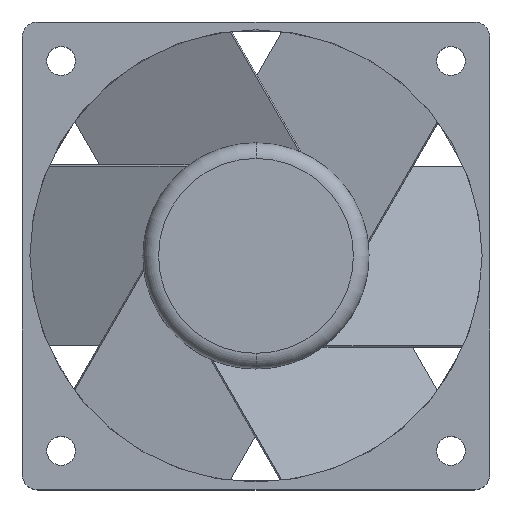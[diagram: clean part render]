
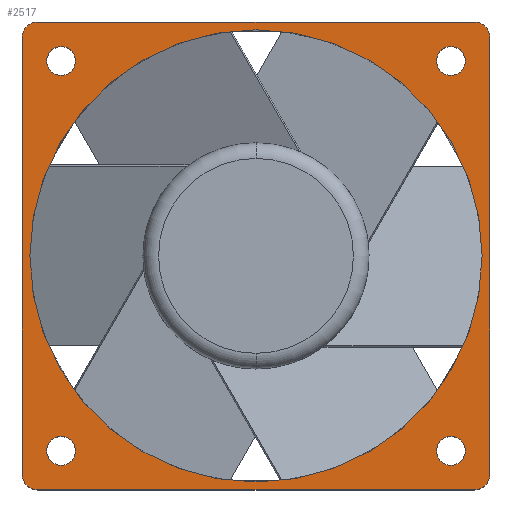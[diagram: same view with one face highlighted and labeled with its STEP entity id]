
A CAD part, top view. The second image highlights one B-rep face of the part: STEP entity #2517.
In plain terms, the highlighted planar face has unit normal (0, 0, 1).
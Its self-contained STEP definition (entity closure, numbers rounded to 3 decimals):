
#809=DIRECTION('',(0.,-1.,0.));
#810=VECTOR('',#809,56.);
#811=CARTESIAN_POINT('',(30.,28.,15.));
#812=LINE('',#811,#810);
#813=CARTESIAN_POINT('',(28.,-28.,15.));
#814=DIRECTION('',(0.,0.,1.));
#815=DIRECTION('',(0.,-1.,0.));
#816=AXIS2_PLACEMENT_3D('',#813,#814,#815);
#818=DIRECTION('',(-1.,0.,0.));
#819=VECTOR('',#818,56.);
#820=CARTESIAN_POINT('',(28.,-30.,15.));
#821=LINE('',#820,#819);
#822=CARTESIAN_POINT('',(-28.,-28.,15.));
#823=DIRECTION('',(0.,0.,1.));
#824=DIRECTION('',(-1.,0.,0.));
#825=AXIS2_PLACEMENT_3D('',#822,#823,#824);
#827=DIRECTION('',(0.,1.,0.));
#828=VECTOR('',#827,56.);
#829=CARTESIAN_POINT('',(-30.,-28.,15.));
#830=LINE('',#829,#828);
#831=CARTESIAN_POINT('',(-28.,28.,15.));
#832=DIRECTION('',(0.,0.,1.));
#833=DIRECTION('',(0.,1.,0.));
#834=AXIS2_PLACEMENT_3D('',#831,#832,#833);
#836=DIRECTION('',(1.,0.,0.));
#837=VECTOR('',#836,56.);
#838=CARTESIAN_POINT('',(-28.,30.,15.));
#839=LINE('',#838,#837);
#840=CARTESIAN_POINT('',(28.,28.,15.));
#841=DIRECTION('',(0.,0.,1.));
#842=DIRECTION('',(1.,0.,0.));
#843=AXIS2_PLACEMENT_3D('',#840,#841,#842);
#845=CARTESIAN_POINT('',(0.,0.,15.));
#846=DIRECTION('',(0.,0.,-1.));
#847=DIRECTION('',(1.,0.,0.));
#848=AXIS2_PLACEMENT_3D('',#845,#846,#847);
#850=CARTESIAN_POINT('',(0.,0.,15.));
#851=DIRECTION('',(0.,0.,-1.));
#852=DIRECTION('',(-1.,0.,0.));
#853=AXIS2_PLACEMENT_3D('',#850,#851,#852);
#855=CARTESIAN_POINT('',(25.,25.,15.));
#856=DIRECTION('',(0.,0.,-1.));
#857=DIRECTION('',(-1.,0.,0.));
#858=AXIS2_PLACEMENT_3D('',#855,#856,#857);
#860=CARTESIAN_POINT('',(25.,25.,15.));
#861=DIRECTION('',(0.,0.,-1.));
#862=DIRECTION('',(1.,0.,0.));
#863=AXIS2_PLACEMENT_3D('',#860,#861,#862);
#865=CARTESIAN_POINT('',(-25.,25.,15.));
#866=DIRECTION('',(0.,0.,-1.));
#867=DIRECTION('',(-1.,0.,0.));
#868=AXIS2_PLACEMENT_3D('',#865,#866,#867);
#870=CARTESIAN_POINT('',(-25.,25.,15.));
#871=DIRECTION('',(0.,0.,-1.));
#872=DIRECTION('',(1.,0.,0.));
#873=AXIS2_PLACEMENT_3D('',#870,#871,#872);
#875=CARTESIAN_POINT('',(25.,-25.,15.));
#876=DIRECTION('',(0.,0.,-1.));
#877=DIRECTION('',(-1.,0.,0.));
#878=AXIS2_PLACEMENT_3D('',#875,#876,#877);
#880=CARTESIAN_POINT('',(25.,-25.,15.));
#881=DIRECTION('',(0.,0.,-1.));
#882=DIRECTION('',(1.,0.,0.));
#883=AXIS2_PLACEMENT_3D('',#880,#881,#882);
#885=CARTESIAN_POINT('',(-25.,-25.,15.));
#886=DIRECTION('',(0.,0.,-1.));
#887=DIRECTION('',(-1.,0.,0.));
#888=AXIS2_PLACEMENT_3D('',#885,#886,#887);
#890=CARTESIAN_POINT('',(-25.,-25.,15.));
#891=DIRECTION('',(0.,0.,-1.));
#892=DIRECTION('',(1.,0.,0.));
#893=AXIS2_PLACEMENT_3D('',#890,#891,#892);
#1407=CARTESIAN_POINT('',(-28.,30.,15.));
#1408=CARTESIAN_POINT('',(-30.,28.,15.));
#1409=VERTEX_POINT('',#1407);
#1410=VERTEX_POINT('',#1408);
#1411=CARTESIAN_POINT('',(-30.,-28.,15.));
#1412=CARTESIAN_POINT('',(-28.,-30.,15.));
#1413=VERTEX_POINT('',#1411);
#1414=VERTEX_POINT('',#1412);
#1415=CARTESIAN_POINT('',(28.,-30.,15.));
#1416=CARTESIAN_POINT('',(30.,-28.,15.));
#1417=VERTEX_POINT('',#1415);
#1418=VERTEX_POINT('',#1416);
#1419=CARTESIAN_POINT('',(30.,28.,15.));
#1420=CARTESIAN_POINT('',(28.,30.,15.));
#1421=VERTEX_POINT('',#1419);
#1422=VERTEX_POINT('',#1420);
#1447=CARTESIAN_POINT('',(29.,0.,15.));
#1448=CARTESIAN_POINT('',(-29.,0.,15.));
#1449=VERTEX_POINT('',#1447);
#1450=VERTEX_POINT('',#1448);
#1639=CARTESIAN_POINT('',(23.15,25.,15.));
#1640=CARTESIAN_POINT('',(26.85,25.,15.));
#1641=VERTEX_POINT('',#1639);
#1642=VERTEX_POINT('',#1640);
#1647=CARTESIAN_POINT('',(-26.85,25.,15.));
#1648=CARTESIAN_POINT('',(-23.15,25.,15.));
#1649=VERTEX_POINT('',#1647);
#1650=VERTEX_POINT('',#1648);
#1655=CARTESIAN_POINT('',(23.15,-25.,15.));
#1656=CARTESIAN_POINT('',(26.85,-25.,15.));
#1657=VERTEX_POINT('',#1655);
#1658=VERTEX_POINT('',#1656);
#1663=CARTESIAN_POINT('',(-26.85,-25.,15.));
#1664=CARTESIAN_POINT('',(-23.15,-25.,15.));
#1665=VERTEX_POINT('',#1663);
#1666=VERTEX_POINT('',#1664);
#2466=CARTESIAN_POINT('',(0.,0.,15.));
#2467=DIRECTION('',(0.,0.,1.));
#2468=DIRECTION('',(1.,0.,0.));
#2469=AXIS2_PLACEMENT_3D('',#2466,#2467,#2468);
#2470=PLANE('',#2469);
#2472=ORIENTED_EDGE('',*,*,#2471,.T.);
#2474=ORIENTED_EDGE('',*,*,#2473,.F.);
#2476=ORIENTED_EDGE('',*,*,#2475,.T.);
#2478=ORIENTED_EDGE('',*,*,#2477,.F.);
#2480=ORIENTED_EDGE('',*,*,#2479,.T.);
#2482=ORIENTED_EDGE('',*,*,#2481,.F.);
#2484=ORIENTED_EDGE('',*,*,#2483,.T.);
#2486=ORIENTED_EDGE('',*,*,#2485,.F.);
#2487=EDGE_LOOP('',(#2472,#2474,#2476,#2478,#2480,#2482,#2484,#2486));
#2488=FACE_OUTER_BOUND('',#2487,.F.);
#2489=ORIENTED_EDGE('',*,*,#2016,.F.);
#2490=ORIENTED_EDGE('',*,*,#1790,.F.);
#2491=EDGE_LOOP('',(#2489,#2490));
#2492=FACE_BOUND('',#2491,.F.);
#2494=ORIENTED_EDGE('',*,*,#2493,.F.);
#2496=ORIENTED_EDGE('',*,*,#2495,.F.);
#2497=EDGE_LOOP('',(#2494,#2496));
#2498=FACE_BOUND('',#2497,.F.);
#2500=ORIENTED_EDGE('',*,*,#2499,.F.);
#2502=ORIENTED_EDGE('',*,*,#2501,.F.);
#2503=EDGE_LOOP('',(#2500,#2502));
#2504=FACE_BOUND('',#2503,.F.);
#2506=ORIENTED_EDGE('',*,*,#2505,.F.);
#2508=ORIENTED_EDGE('',*,*,#2507,.F.);
#2509=EDGE_LOOP('',(#2506,#2508));
#2510=FACE_BOUND('',#2509,.F.);
#2512=ORIENTED_EDGE('',*,*,#2511,.F.);
#2514=ORIENTED_EDGE('',*,*,#2513,.F.);
#2515=EDGE_LOOP('',(#2512,#2514));
#2516=FACE_BOUND('',#2515,.F.);
#2517=ADVANCED_FACE('',(#2488,#2492,#2498,#2504,#2510,#2516),#2470,.T.);
#817=CIRCLE('',#816,2.);
#826=CIRCLE('',#825,2.);
#835=CIRCLE('',#834,2.);
#844=CIRCLE('',#843,2.);
#849=CIRCLE('',#848,29.);
#854=CIRCLE('',#853,29.);
#859=CIRCLE('',#858,1.85);
#864=CIRCLE('',#863,1.85);
#869=CIRCLE('',#868,1.85);
#874=CIRCLE('',#873,1.85);
#879=CIRCLE('',#878,1.85);
#884=CIRCLE('',#883,1.85);
#889=CIRCLE('',#888,1.85);
#894=CIRCLE('',#893,1.85);
#1790=EDGE_CURVE('',#1450,#1449,#854,.T.);
#2016=EDGE_CURVE('',#1449,#1450,#849,.T.);
#2471=EDGE_CURVE('',#1421,#1418,#812,.T.);
#2473=EDGE_CURVE('',#1417,#1418,#817,.T.);
#2475=EDGE_CURVE('',#1417,#1414,#821,.T.);
#2477=EDGE_CURVE('',#1413,#1414,#826,.T.);
#2479=EDGE_CURVE('',#1413,#1410,#830,.T.);
#2481=EDGE_CURVE('',#1409,#1410,#835,.T.);
#2483=EDGE_CURVE('',#1409,#1422,#839,.T.);
#2485=EDGE_CURVE('',#1421,#1422,#844,.T.);
#2493=EDGE_CURVE('',#1641,#1642,#859,.T.);
#2495=EDGE_CURVE('',#1642,#1641,#864,.T.);
#2499=EDGE_CURVE('',#1649,#1650,#869,.T.);
#2501=EDGE_CURVE('',#1650,#1649,#874,.T.);
#2505=EDGE_CURVE('',#1657,#1658,#879,.T.);
#2507=EDGE_CURVE('',#1658,#1657,#884,.T.);
#2511=EDGE_CURVE('',#1665,#1666,#889,.T.);
#2513=EDGE_CURVE('',#1666,#1665,#894,.T.);
